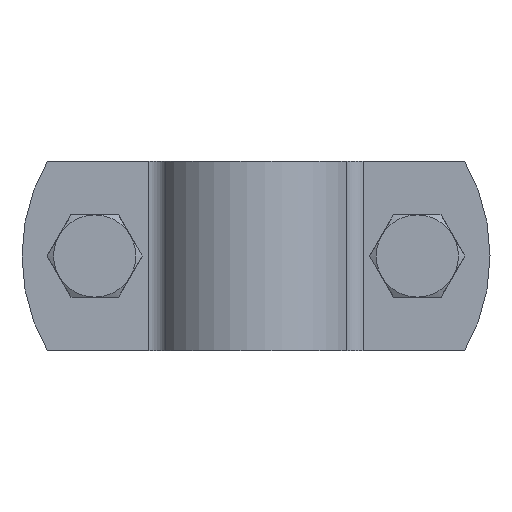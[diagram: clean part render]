
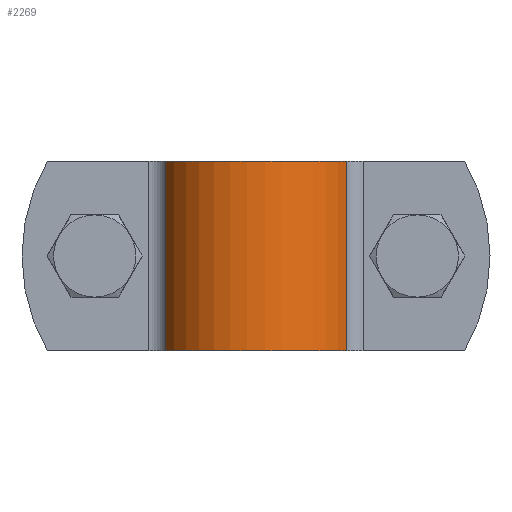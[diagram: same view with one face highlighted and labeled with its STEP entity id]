
A CAD part, front view. The second image highlights one B-rep face of the part: STEP entity #2269.
In plain terms, the highlighted cylindrical face has radius 16 mm (diameter 32 mm), a partial arc.
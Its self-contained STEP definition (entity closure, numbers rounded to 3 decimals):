
#2194=CARTESIAN_POINT('',(-14.31,-7.158,15.0));
#2195=VERTEX_POINT('',#2194);
#2230=CARTESIAN_POINT('',(0.,0.,0.0));
#2231=DIRECTION('',(0.0,0.0,-1.0));
#2232=DIRECTION('',(0.894,-0.447,0.0));
#2233=AXIS2_PLACEMENT_3D('',#2230,#2231,#2232);
#2234=CYLINDRICAL_SURFACE('',#2233,16.0);
#2235=CARTESIAN_POINT('',(-14.31,-7.158,-15.0));
#2236=VERTEX_POINT('',#2235);
#2237=CARTESIAN_POINT('',(-14.31,-7.158,-15.0));
#2238=DIRECTION('',(0.0,0.0,1.0));
#2239=VECTOR('',#2238,30.0);
#2240=LINE('',#2237,#2239);
#2241=EDGE_CURVE('',#2236,#2195,#2240,.T.);
#2242=ORIENTED_EDGE('',*,*,#2241,.F.);
#2243=CARTESIAN_POINT('',(14.31,-7.158,-15.0));
#2244=VERTEX_POINT('',#2243);
#2245=CARTESIAN_POINT('',(0.,0.,-15.0));
#2246=DIRECTION('',(0.0,0.0,-1.0));
#2247=DIRECTION('',(0.894,-0.447,0.0));
#2248=AXIS2_PLACEMENT_3D('',#2245,#2246,#2247);
#2249=CIRCLE('',#2248,16.);
#2250=EDGE_CURVE('',#2244,#2236,#2249,.T.);
#2251=ORIENTED_EDGE('',*,*,#2250,.F.);
#2252=CARTESIAN_POINT('',(14.31,-7.158,15.0));
#2253=VERTEX_POINT('',#2252);
#2254=CARTESIAN_POINT('',(14.31,-7.158,-15.0));
#2255=DIRECTION('',(0.0,0.0,1.0));
#2256=VECTOR('',#2255,30.0);
#2257=LINE('',#2254,#2256);
#2258=EDGE_CURVE('',#2244,#2253,#2257,.T.);
#2259=ORIENTED_EDGE('',*,*,#2258,.T.);
#2260=CARTESIAN_POINT('',(0.,0.,15.0));
#2261=DIRECTION('',(0.0,0.0,1.0));
#2262=DIRECTION('',(-0.894,-0.447,0.0));
#2263=AXIS2_PLACEMENT_3D('',#2260,#2261,#2262);
#2264=CIRCLE('',#2263,16.);
#2265=EDGE_CURVE('',#2195,#2253,#2264,.T.);
#2266=ORIENTED_EDGE('',*,*,#2265,.F.);
#2267=EDGE_LOOP('',(#2242,#2251,#2259,#2266));
#2268=FACE_OUTER_BOUND('',#2267,.T.);
#2269=ADVANCED_FACE('',(#2268),#2234,.T.);
